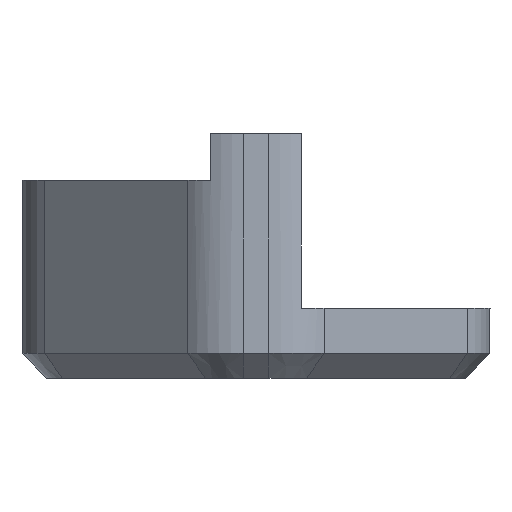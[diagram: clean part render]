
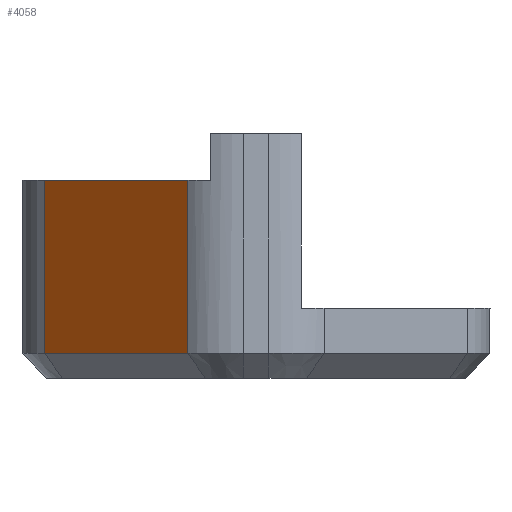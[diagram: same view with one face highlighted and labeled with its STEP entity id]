
A CAD part, left-side view. The second image highlights one B-rep face of the part: STEP entity #4058.
In plain terms, the highlighted planar face has unit normal (-0.707, 0.707, 0).
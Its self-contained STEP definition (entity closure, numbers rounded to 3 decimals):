
#413=FACE_OUTER_BOUND('',#635,.T.);
#635=EDGE_LOOP('',(#2738,#2739,#2740,#2741));
#875=LINE('',#6113,#1257);
#894=LINE('',#6170,#1276);
#896=LINE('',#6176,#1278);
#897=LINE('',#6177,#1279);
#1257=VECTOR('',#4788,10.);
#1276=VECTOR('',#4847,10.);
#1278=VECTOR('',#4853,10.);
#1279=VECTOR('',#4854,10.);
#1638=VERTEX_POINT('',#6106);
#1640=VERTEX_POINT('',#6112);
#1658=VERTEX_POINT('',#6169);
#1660=VERTEX_POINT('',#6175);
#2059=EDGE_CURVE('',#1638,#1640,#875,.T.);
#2088=EDGE_CURVE('',#1640,#1658,#894,.T.);
#2091=EDGE_CURVE('',#1660,#1638,#896,.T.);
#2092=EDGE_CURVE('',#1658,#1660,#897,.T.);
#2738=ORIENTED_EDGE('',*,*,#2059,.F.);
#2739=ORIENTED_EDGE('',*,*,#2091,.F.);
#2740=ORIENTED_EDGE('',*,*,#2092,.F.);
#2741=ORIENTED_EDGE('',*,*,#2088,.F.);
#3938=PLANE('',#4311);
#4058=ADVANCED_FACE('',(#413),#3938,.F.);
#4311=AXIS2_PLACEMENT_3D('',#6174,#4851,#4852);
#4788=DIRECTION('',(0.707,0.707,0.));
#4847=DIRECTION('',(0.,0.,1.));
#4851=DIRECTION('center_axis',(0.707,-0.707,0.));
#4852=DIRECTION('ref_axis',(0.,0.,-1.));
#4853=DIRECTION('',(0.,0.,-1.));
#4854=DIRECTION('',(-0.707,-0.707,0.));
#6106=CARTESIAN_POINT('',(42.081,2.557,1.55));
#6112=CARTESIAN_POINT('',(46.667,7.143,1.55));
#6113=CARTESIAN_POINT('',(54.874,15.35,1.55));
#6169=CARTESIAN_POINT('',(46.667,7.143,7.1));
#6170=CARTESIAN_POINT('',(46.667,7.143,4.203));
#6174=CARTESIAN_POINT('Origin',(44.374,4.85,1.305));
#6175=CARTESIAN_POINT('',(42.081,2.557,7.1));
#6176=CARTESIAN_POINT('',(42.081,2.557,1.305));
#6177=CARTESIAN_POINT('',(48.787,9.263,7.1));
